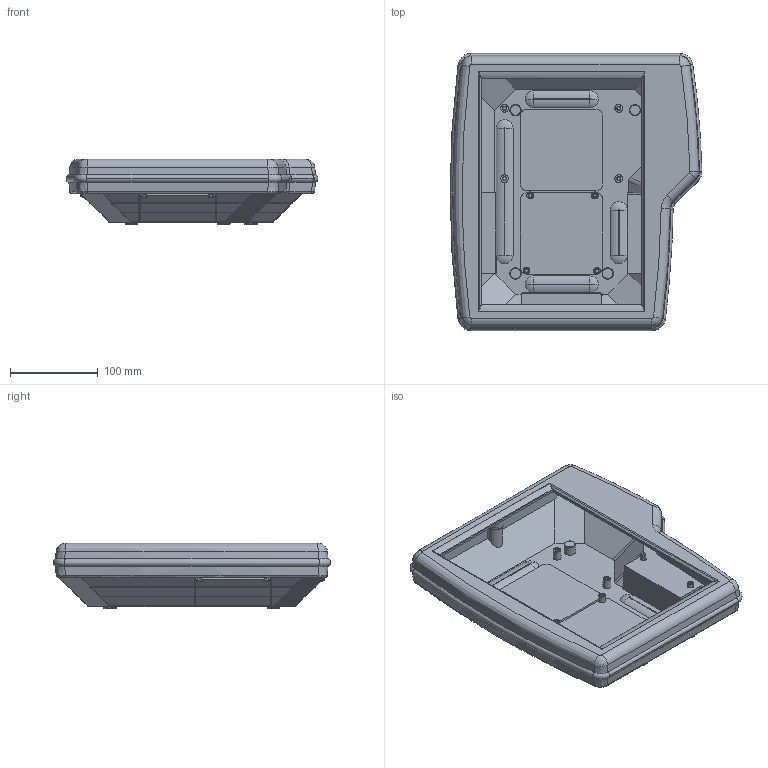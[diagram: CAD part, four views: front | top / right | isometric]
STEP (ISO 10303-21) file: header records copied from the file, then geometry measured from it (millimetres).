
FILE_DESCRIPTION (( 'STEP AP214' ), '1' );
FILE_NAME ('27030300.STEP', '2015-08-12T13:02:45', ( '' ), ( '' ), 'SwSTEP 2.0', 'SolidWorks 2014', '' );
FILE_SCHEMA (( 'AUTOMOTIVE_DESIGN' ));
Length unit declared in the file: millimetre
Products named in the file (6): 21366; 21365; 82376; 21360; 21361; 27030300
Assembly tree (12 placements, depth 2):
  27030300
    21361
    21360
    82376
    21365  x3
    21366  x6
Bounding box: 286.63 x 315.4 x 74.5 mm (x, y, z)
Volume: 832861.9 mm3; surface area: 508005.6 mm2
Topology: 38 solids, 38 shells, 4110 faces, 10535 edges, 6618 vertices
Faces by surface type: plane 1680, cone 920, bspline 639, cylinder 469, torus 386, sphere 16
Entity records: 189065 total; most frequent: CARTESIAN_POINT 70335, ORIENTED_EDGE 18788, DIRECTION 14894, EDGE_CURVE 9394, VERTEX_POINT 5967, AXIS2_PLACEMENT_3D 5331, LINE 4232, VECTOR 4232
